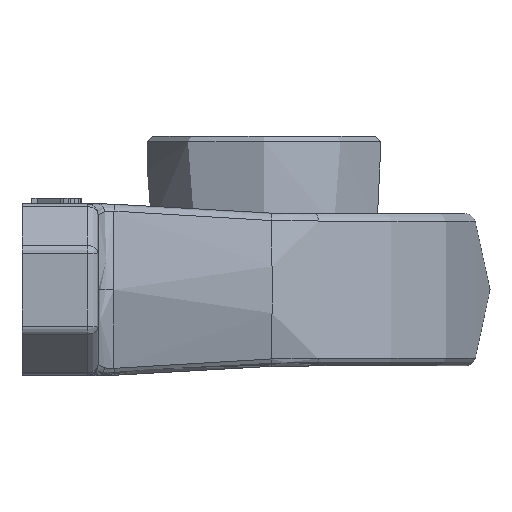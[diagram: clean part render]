
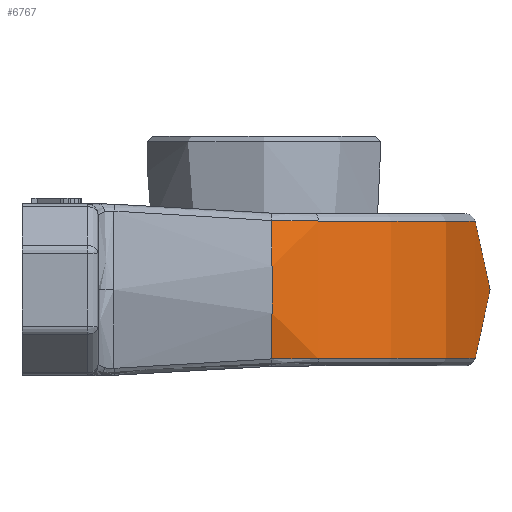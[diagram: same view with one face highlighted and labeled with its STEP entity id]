
A CAD part, left-side view. The second image highlights one B-rep face of the part: STEP entity #6767.
In plain terms, the highlighted free-form (B-spline) face has degree [2, 2] with [3, 5] control points.
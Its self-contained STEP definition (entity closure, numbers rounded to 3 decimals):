
#1385=(
BOUNDED_SURFACE()
B_SPLINE_SURFACE(2,2,((#10445,#10446,#10447,#10448,#10449),(#10450,#10451,
#10452,#10453,#10454),(#10455,#10456,#10457,#10458,#10459)),
 .UNSPECIFIED.,.F.,.F.,.F.)
B_SPLINE_SURFACE_WITH_KNOTS((3,3),(3,2,3),(-0.324,0.324),
(-3.107,-1.571,-0.035),.UNSPECIFIED.)
GEOMETRIC_REPRESENTATION_ITEM()
RATIONAL_B_SPLINE_SURFACE(((1.,0.719,1.,0.719,1.),
(0.948,0.682,0.948,0.682,
0.948),(1.,0.719,1.,0.719,1.)))
REPRESENTATION_ITEM($)
SURFACE()
);
#1462=B_SPLINE_CURVE_WITH_KNOTS($,3,(#10463,#10464,#10465,#10466,#10467,
#10468,#10469,#10470,#10471,#10472),.UNSPECIFIED.,.F.,.F.,(4,3,3,4),(0.,
0.333,0.667,1.),.UNSPECIFIED.);
#1463=B_SPLINE_CURVE_WITH_KNOTS($,3,(#10474,#10475,#10476,#10477,#10478,
#10479,#10480,#10481,#10482,#10483),.UNSPECIFIED.,.F.,.F.,(4,3,3,4),(0.,
0.333,0.667,1.),.UNSPECIFIED.);
#1464=B_SPLINE_CURVE_WITH_KNOTS($,3,(#10487,#10488,#10489,#10490,#10491,
#10492,#10493,#10494,#10495,#10496),.UNSPECIFIED.,.F.,.F.,(4,3,3,4),(0.,
0.333,0.667,1.),.UNSPECIFIED.);
#1465=B_SPLINE_CURVE_WITH_KNOTS($,3,(#10499,#10500,#10501,#10502,#10503,
#10504,#10505,#10506,#10507,#10508),.UNSPECIFIED.,.F.,.F.,(4,3,3,4),(0.,
0.333,0.667,1.),.UNSPECIFIED.);
#1652=FACE_OUTER_BOUND($,#2134,.T.);
#2134=EDGE_LOOP($,(#4484,#4485,#4486,#4487,#4488,#4489,#4490,#4491));
#2534=CIRCLE($,#7221,19.727);
#2537=CIRCLE($,#7224,20.);
#2538=CIRCLE($,#7225,20.);
#2539=CIRCLE($,#7226,19.727);
#2754=VERTEX_POINT($,#10440);
#2755=VERTEX_POINT($,#10441);
#2756=VERTEX_POINT($,#10460);
#2757=VERTEX_POINT($,#10461);
#2758=VERTEX_POINT($,#10473);
#2759=VERTEX_POINT($,#10484);
#2760=VERTEX_POINT($,#10486);
#2761=VERTEX_POINT($,#10497);
#3416=EDGE_CURVE($,#2754,#2755,#2534,.T.);
#3419=EDGE_CURVE($,#2756,#2757,#2537,.T.);
#3420=EDGE_CURVE($,#2756,#2754,#1462,.T.);
#3421=EDGE_CURVE($,#2755,#2758,#1463,.T.);
#3422=EDGE_CURVE($,#2758,#2759,#2538,.T.);
#3423=EDGE_CURVE($,#2760,#2759,#1464,.T.);
#3424=EDGE_CURVE($,#2761,#2760,#2539,.T.);
#3425=EDGE_CURVE($,#2757,#2761,#1465,.T.);
#4484=ORIENTED_EDGE($,*,*,#3419,.F.);
#4485=ORIENTED_EDGE($,*,*,#3420,.T.);
#4486=ORIENTED_EDGE($,*,*,#3416,.T.);
#4487=ORIENTED_EDGE($,*,*,#3421,.T.);
#4488=ORIENTED_EDGE($,*,*,#3422,.T.);
#4489=ORIENTED_EDGE($,*,*,#3423,.F.);
#4490=ORIENTED_EDGE($,*,*,#3424,.F.);
#4491=ORIENTED_EDGE($,*,*,#3425,.F.);
#6767=ADVANCED_FACE($,(#1652),#1385,.F.);
#7221=AXIS2_PLACEMENT_3D($,#10442,#7912,#7913);
#7224=AXIS2_PLACEMENT_3D($,#10462,#7918,#7919);
#7225=AXIS2_PLACEMENT_3D($,#10485,#7920,#7921);
#7226=AXIS2_PLACEMENT_3D($,#10498,#7922,#7923);
#7912=DIRECTION('center_axis',(0.,0.,1.));
#7913=DIRECTION('ref_axis',(-0.967,-0.253,0.));
#7918=DIRECTION('center_axis',(-0.035,0.999,0.));
#7919=DIRECTION('ref_axis',(-0.948,-0.033,-0.318));
#7920=DIRECTION('center_axis',(-0.035,-0.999,0.));
#7921=DIRECTION('ref_axis',(0.948,-0.033,-0.318));
#7922=DIRECTION('center_axis',(0.,0.,1.));
#7923=DIRECTION('ref_axis',(-0.967,-0.253,0.));
#10440=CARTESIAN_POINT('',(-19.085,-4.99,-6.116));
#10441=CARTESIAN_POINT('',(19.085,-4.99,-6.116));
#10442=CARTESIAN_POINT('Origin',(0.,0.,-6.116));
#10445=CARTESIAN_POINT('Ctrl Pts',(19.7,-0.688,
6.558));
#10446=CARTESIAN_POINT('Ctrl Pts',(19.036,-19.712,6.558));
#10447=CARTESIAN_POINT('Ctrl Pts',(0.,-19.712,
6.558));
#10448=CARTESIAN_POINT('Ctrl Pts',(-19.036,-19.712,
6.558));
#10449=CARTESIAN_POINT('Ctrl Pts',(-19.7,-0.688,
6.558));
#10450=CARTESIAN_POINT('Ctrl Pts',(21.831,-0.762,
0.2));
#10451=CARTESIAN_POINT('Ctrl Pts',(21.095,-21.844,0.2));
#10452=CARTESIAN_POINT('Ctrl Pts',(0.,-21.844,
0.2));
#10453=CARTESIAN_POINT('Ctrl Pts',(-21.095,-21.844,
0.2));
#10454=CARTESIAN_POINT('Ctrl Pts',(-21.831,-0.762,
0.2));
#10455=CARTESIAN_POINT('Ctrl Pts',(19.7,-0.688,
-6.158));
#10456=CARTESIAN_POINT('Ctrl Pts',(19.036,-19.712,-6.158));
#10457=CARTESIAN_POINT('Ctrl Pts',(0.,-19.712,
-6.158));
#10458=CARTESIAN_POINT('Ctrl Pts',(-19.036,-19.712,
-6.158));
#10459=CARTESIAN_POINT('Ctrl Pts',(-19.7,-0.688,
-6.158));
#10460=CARTESIAN_POINT('',(-19.7,-0.688,-6.158));
#10461=CARTESIAN_POINT('',(-19.7,-0.688,6.558));
#10462=CARTESIAN_POINT('Origin',(-0.75,-0.026,0.2));
#10463=CARTESIAN_POINT('Ctrl Pts',(-19.7,-0.688,
-6.158));
#10464=CARTESIAN_POINT('Ctrl Pts',(-19.687,-1.17,-6.148));
#10465=CARTESIAN_POINT('Ctrl Pts',(-19.655,-1.652,
-6.14));
#10466=CARTESIAN_POINT('Ctrl Pts',(-19.605,-2.133,
-6.134));
#10467=CARTESIAN_POINT('Ctrl Pts',(-19.554,-2.614,
-6.128));
#10468=CARTESIAN_POINT('Ctrl Pts',(-19.486,-3.094,
-6.123));
#10469=CARTESIAN_POINT('Ctrl Pts',(-19.399,-3.571,
-6.12));
#10470=CARTESIAN_POINT('Ctrl Pts',(-19.312,-4.048,
-6.117));
#10471=CARTESIAN_POINT('Ctrl Pts',(-19.208,-4.521,-6.116));
#10472=CARTESIAN_POINT('Ctrl Pts',(-19.085,-4.99,
-6.116));
#10473=CARTESIAN_POINT('',(19.7,-0.688,-6.158));
#10474=CARTESIAN_POINT('Ctrl Pts',(19.085,-4.99,-6.116));
#10475=CARTESIAN_POINT('Ctrl Pts',(19.208,-4.521,-6.116));
#10476=CARTESIAN_POINT('Ctrl Pts',(19.312,-4.048,-6.117));
#10477=CARTESIAN_POINT('Ctrl Pts',(19.399,-3.571,-6.12));
#10478=CARTESIAN_POINT('Ctrl Pts',(19.486,-3.094,-6.123));
#10479=CARTESIAN_POINT('Ctrl Pts',(19.554,-2.614,-6.128));
#10480=CARTESIAN_POINT('Ctrl Pts',(19.605,-2.133,-6.134));
#10481=CARTESIAN_POINT('Ctrl Pts',(19.655,-1.652,-6.14));
#10482=CARTESIAN_POINT('Ctrl Pts',(19.687,-1.17,-6.148));
#10483=CARTESIAN_POINT('Ctrl Pts',(19.7,-0.688,
-6.158));
#10484=CARTESIAN_POINT('',(19.7,-0.688,6.558));
#10485=CARTESIAN_POINT('Origin',(0.75,-0.026,0.2));
#10486=CARTESIAN_POINT('',(19.085,-4.99,6.516));
#10487=CARTESIAN_POINT('Ctrl Pts',(19.085,-4.99,6.516));
#10488=CARTESIAN_POINT('Ctrl Pts',(19.208,-4.521,6.516));
#10489=CARTESIAN_POINT('Ctrl Pts',(19.312,-4.048,6.517));
#10490=CARTESIAN_POINT('Ctrl Pts',(19.399,-3.571,6.52));
#10491=CARTESIAN_POINT('Ctrl Pts',(19.486,-3.094,6.523));
#10492=CARTESIAN_POINT('Ctrl Pts',(19.554,-2.614,6.528));
#10493=CARTESIAN_POINT('Ctrl Pts',(19.605,-2.133,6.534));
#10494=CARTESIAN_POINT('Ctrl Pts',(19.655,-1.652,6.54));
#10495=CARTESIAN_POINT('Ctrl Pts',(19.687,-1.17,6.548));
#10496=CARTESIAN_POINT('Ctrl Pts',(19.7,-0.688,
6.558));
#10497=CARTESIAN_POINT('',(-19.085,-4.99,6.516));
#10498=CARTESIAN_POINT('Origin',(0.,0.,6.516));
#10499=CARTESIAN_POINT('Ctrl Pts',(-19.7,-0.688,
6.558));
#10500=CARTESIAN_POINT('Ctrl Pts',(-19.687,-1.17,
6.548));
#10501=CARTESIAN_POINT('Ctrl Pts',(-19.655,-1.652,
6.54));
#10502=CARTESIAN_POINT('Ctrl Pts',(-19.605,-2.133,6.534));
#10503=CARTESIAN_POINT('Ctrl Pts',(-19.554,-2.614,
6.528));
#10504=CARTESIAN_POINT('Ctrl Pts',(-19.486,-3.094,
6.523));
#10505=CARTESIAN_POINT('Ctrl Pts',(-19.399,-3.571,
6.52));
#10506=CARTESIAN_POINT('Ctrl Pts',(-19.312,-4.048,
6.517));
#10507=CARTESIAN_POINT('Ctrl Pts',(-19.208,-4.521,6.516));
#10508=CARTESIAN_POINT('Ctrl Pts',(-19.085,-4.99,
6.516));
